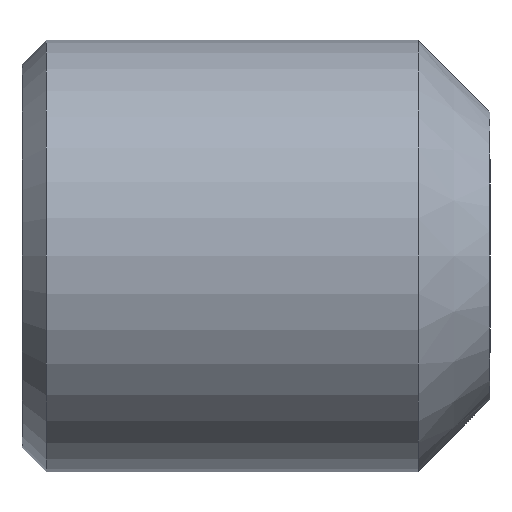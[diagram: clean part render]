
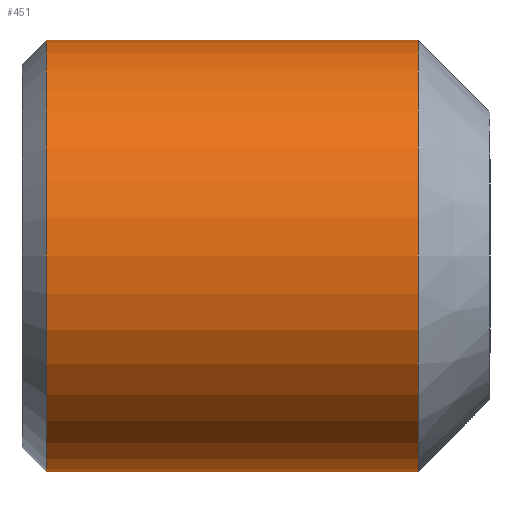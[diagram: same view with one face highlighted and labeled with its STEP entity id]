
A CAD part, front view. The second image highlights one B-rep face of the part: STEP entity #451.
In plain terms, the highlighted cylindrical face has radius 9 mm (diameter 18 mm), a partial arc.
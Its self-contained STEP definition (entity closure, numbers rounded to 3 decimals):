
#2 = VERTEX_POINT ( 'NONE', #458 ) ;
#13 = EDGE_LOOP ( 'NONE', ( #15, #716, #524, #190 ) ) ;
#15 = ORIENTED_EDGE ( 'NONE', *, *, #51, .F. ) ;
#35 = DIRECTION ( 'NONE',  ( 0., 0., 1. ) ) ;
#37 = VERTEX_POINT ( 'NONE', #246 ) ;
#43 = CARTESIAN_POINT ( 'NONE',  ( 16.5, 0., 0. ) ) ;
#49 = LINE ( 'NONE', #128, #686 ) ;
#51 = EDGE_CURVE ( 'NONE', #509, #253, #49, .T. ) ;
#85 = DIRECTION ( 'NONE',  ( 0., 0., 1. ) ) ;
#128 = CARTESIAN_POINT ( 'NONE',  ( -12.7, 0., -9. ) ) ;
#132 = EDGE_CURVE ( 'NONE', #37, #2, #705, .T. ) ;
#152 = AXIS2_PLACEMENT_3D ( 'NONE', #666, #195, #197 ) ;
#190 = ORIENTED_EDGE ( 'NONE', *, *, #507, .F. ) ;
#195 = DIRECTION ( 'NONE',  ( -1., 0., 0. ) ) ;
#197 = DIRECTION ( 'NONE',  ( 0., 0., 1. ) ) ;
#246 = CARTESIAN_POINT ( 'NONE',  ( 16.5, 0., 9. ) ) ;
#253 = VERTEX_POINT ( 'NONE', #452 ) ;
#300 = CARTESIAN_POINT ( 'NONE',  ( -12.7, 0., 9. ) ) ;
#305 = AXIS2_PLACEMENT_3D ( 'NONE', #43, #373, #85 ) ;
#329 = CIRCLE ( 'NONE', #305, 9. ) ;
#371 = VECTOR ( 'NONE', #586, 1000. ) ;
#373 = DIRECTION ( 'NONE',  ( -1., 0., 0. ) ) ;
#437 = AXIS2_PLACEMENT_3D ( 'NONE', #644, #475, #35 ) ;
#451 = ADVANCED_FACE ( 'NONE', ( #632 ), #580, .T. ) ;
#452 = CARTESIAN_POINT ( 'NONE',  ( 1., 0., -9. ) ) ;
#458 = CARTESIAN_POINT ( 'NONE',  ( 1., 0., 9. ) ) ;
#475 = DIRECTION ( 'NONE',  ( -1., 0., 0. ) ) ;
#507 = EDGE_CURVE ( 'NONE', #253, #2, #562, .T. ) ;
#509 = VERTEX_POINT ( 'NONE', #601 ) ;
#519 = EDGE_CURVE ( 'NONE', #509, #37, #329, .T. ) ;
#524 = ORIENTED_EDGE ( 'NONE', *, *, #132, .T. ) ;
#530 = DIRECTION ( 'NONE',  ( -1., 0., 0. ) ) ;
#562 = CIRCLE ( 'NONE', #152, 9. ) ;
#580 = CYLINDRICAL_SURFACE ( 'NONE', #437, 9. ) ;
#586 = DIRECTION ( 'NONE',  ( -1., 0., 0. ) ) ;
#601 = CARTESIAN_POINT ( 'NONE',  ( 16.5, 0., -9. ) ) ;
#632 = FACE_OUTER_BOUND ( 'NONE', #13, .T. ) ;
#644 = CARTESIAN_POINT ( 'NONE',  ( -12.7, 0., 0. ) ) ;
#666 = CARTESIAN_POINT ( 'NONE',  ( 1., 0., 0. ) ) ;
#686 = VECTOR ( 'NONE', #530, 1000. ) ;
#705 = LINE ( 'NONE', #300, #371 ) ;
#716 = ORIENTED_EDGE ( 'NONE', *, *, #519, .T. ) ;
